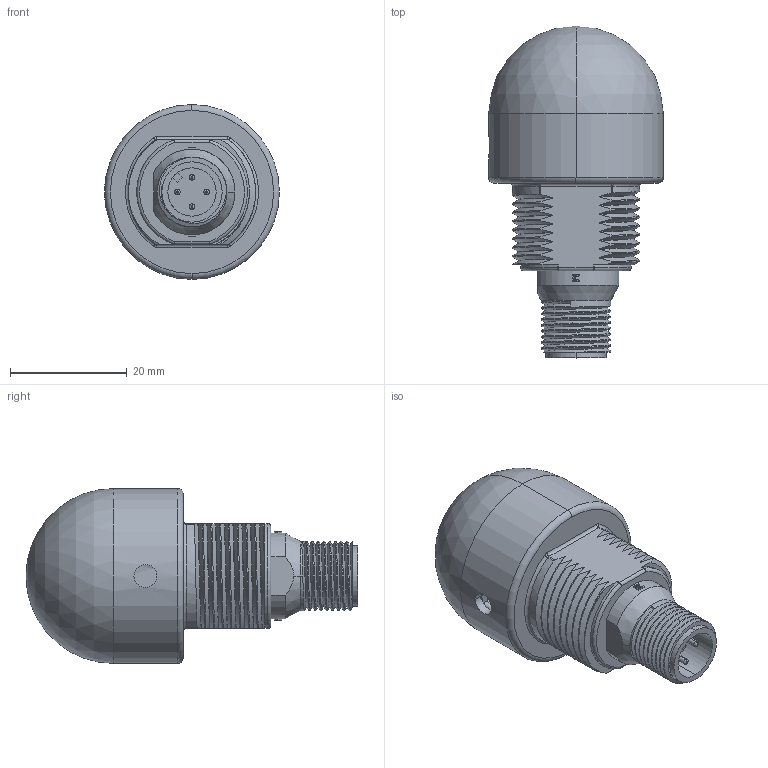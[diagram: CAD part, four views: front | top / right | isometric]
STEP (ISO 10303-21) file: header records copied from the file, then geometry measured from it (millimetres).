
FILE_DESCRIPTION((''),'2;1');
FILE_NAME('152819_SW','2010-06-03T',('banengservice'),('BANNER ENGINEERING'),'PRO/ENGINEER BY PARAMETRIC TECHNOLOGY CORPORATION, 2009141','PRO/ENGINEER BY PARAMETRIC TECHNOLOGY CORPORATION, 2009141','');
FILE_SCHEMA(('CONFIG_CONTROL_DESIGN'));
Length unit declared in the file: inch
Products named in the file (1): 152819_SW
Bounding box: 30 x 56.97 x 30 mm (x, y, z)
Volume: 10391.9 mm3; surface area: 10362 mm2
Topology: 1 solids, 2 shells, 395 faces, 1027 edges, 650 vertices
Faces by surface type: cylinder 134, plane 109, bspline 97, cone 20, torus 20, sphere 15
Entity records: 20765 total; most frequent: CARTESIAN_POINT 11780, ORIENTED_EDGE 2046, DIRECTION 1624, EDGE_CURVE 1023, AXIS2_PLACEMENT_3D 654, VERTEX_POINT 650, EDGE_LOOP 421, FACE_OUTER_BOUND 395
